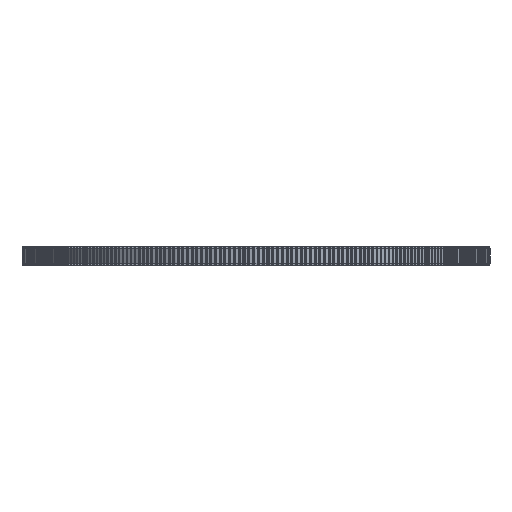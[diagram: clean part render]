
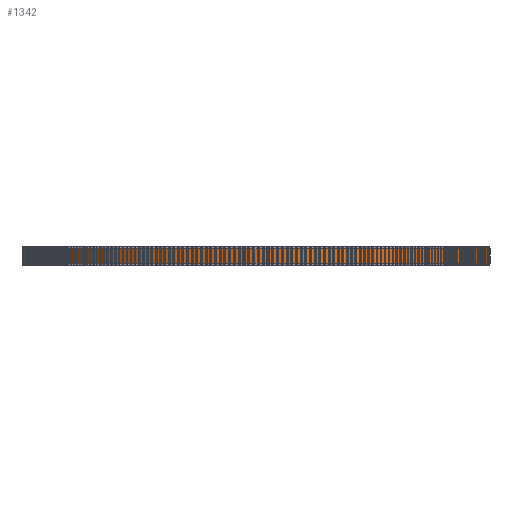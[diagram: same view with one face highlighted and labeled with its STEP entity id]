
A CAD part, front view. The second image highlights one B-rep face of the part: STEP entity #1342.
In plain terms, the highlighted cylindrical face has radius 97.085 mm (diameter 194.169 mm), a full revolution.
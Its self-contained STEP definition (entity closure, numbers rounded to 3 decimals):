
#97=FACE_BOUND('',#5008,.T.);
#98=FACE_BOUND('',#5009,.T.);
#1342=ADVANCED_FACE('',(#97,#98),#2563,.T.);
#2563=CYLINDRICAL_SURFACE('',#26983,97.085);
#5008=EDGE_LOOP('',(#14770));
#5009=EDGE_LOOP('',(#14771));
#14770=ORIENTED_EDGE('',*,*,#20874,.T.);
#14771=ORIENTED_EDGE('',*,*,#20875,.T.);
#17212=VERTEX_POINT('',#42860);
#17213=VERTEX_POINT('',#42862);
#20874=EDGE_CURVE('',#17212,#17212,#23316,.T.);
#20875=EDGE_CURVE('',#17213,#17213,#23317,.T.);
#23316=CIRCLE('',#26981,97.085);
#23317=CIRCLE('',#26982,97.085);
#26981=AXIS2_PLACEMENT_3D('',#42859,#35530,#35531);
#26982=AXIS2_PLACEMENT_3D('',#42861,#35532,#35533);
#26983=AXIS2_PLACEMENT_3D('',#42863,#35534,#35535);
#35530=DIRECTION('',(0.,0.,1.));
#35531=DIRECTION('',(1.,0.,0.));
#35532=DIRECTION('',(0.,0.,-1.));
#35533=DIRECTION('',(1.,0.,0.));
#35534=DIRECTION('',(0.,0.,1.));
#35535=DIRECTION('',(1.,0.,0.));
#42859=CARTESIAN_POINT('',(0.,0.,1.));
#42860=CARTESIAN_POINT('',(97.085,0.,1.));
#42861=CARTESIAN_POINT('',(0.,0.,7.));
#42862=CARTESIAN_POINT('',(97.085,0.,7.));
#42863=CARTESIAN_POINT('',(0.,0.,1.));
